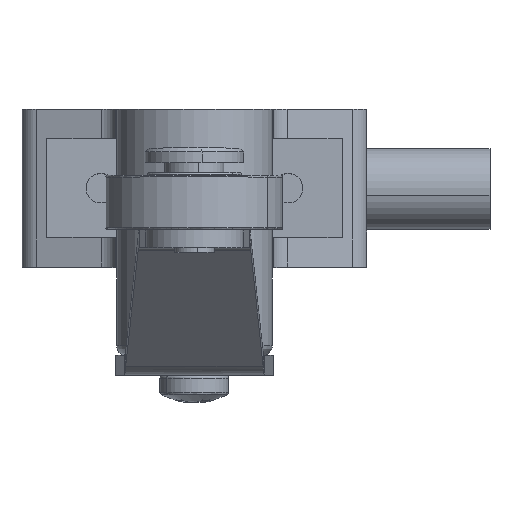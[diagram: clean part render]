
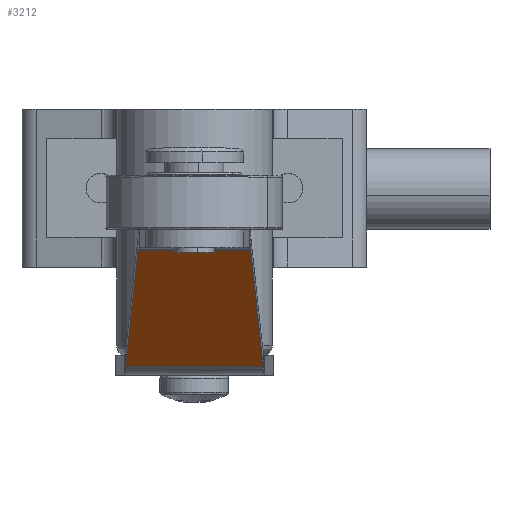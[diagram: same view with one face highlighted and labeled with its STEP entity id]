
A CAD part, top view. The second image highlights one B-rep face of the part: STEP entity #3212.
In plain terms, the highlighted planar face has unit normal (0, -0.707, 0.707).
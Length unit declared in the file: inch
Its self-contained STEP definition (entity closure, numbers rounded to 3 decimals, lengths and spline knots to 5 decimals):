
#279 = VECTOR ( 'NONE', #31276, 39.37008 ) ;
#504 = VECTOR ( 'NONE', #12845, 39.37008 ) ;
#1353 = DIRECTION ( 'NONE',  ( 0., -0.707, -0.707 ) ) ;
#2093 = ORIENTED_EDGE ( 'NONE', *, *, #21247, .T. ) ;
#2556 = VERTEX_POINT ( 'NONE', #10909 ) ;
#3212 = ADVANCED_FACE ( 'NONE', ( #31152 ), #14182, .T. ) ;
#4930 = AXIS2_PLACEMENT_3D ( 'NONE', #30004, #22289, #1353 ) ;
#5693 = EDGE_CURVE ( 'NONE', #24759, #26202, #17712, .T. ) ;
#6632 = ORIENTED_EDGE ( 'NONE', *, *, #25634, .F. ) ;
#8256 = ORIENTED_EDGE ( 'NONE', *, *, #32746, .F. ) ;
#9598 = DIRECTION ( 'NONE',  ( -1., 0., 0. ) ) ;
#10231 = ORIENTED_EDGE ( 'NONE', *, *, #5693, .F. ) ;
#10585 = CARTESIAN_POINT ( 'NONE',  ( -0.27471, -1.0284, 1.27475 ) ) ;
#10909 = CARTESIAN_POINT ( 'NONE',  ( 0.22485, -0.56665, 1.7365 ) ) ;
#12845 = DIRECTION ( 'NONE',  ( 0.076, 0.705, 0.705 ) ) ;
#13255 = VERTEX_POINT ( 'NONE', #14365 ) ;
#14182 = PLANE ( 'NONE',  #4930 ) ;
#14365 = CARTESIAN_POINT ( 'NONE',  ( 0.27471, -1.0284, 1.27475 ) ) ;
#17296 = LINE ( 'NONE', #20012, #28403 ) ;
#17712 = LINE ( 'NONE', #33405, #504 ) ;
#20012 = CARTESIAN_POINT ( 'NONE',  ( 0., -0.56665, 1.7365 ) ) ;
#20737 = EDGE_LOOP ( 'NONE', ( #6632, #8256, #2093, #10231 ) ) ;
#21247 = EDGE_CURVE ( 'NONE', #2556, #26202, #17296, .T. ) ;
#21970 = LINE ( 'NONE', #22988, #279 ) ;
#22289 = DIRECTION ( 'NONE',  ( 0., -0.707, 0.707 ) ) ;
#22988 = CARTESIAN_POINT ( 'NONE',  ( 0.22485, -0.56665, 1.7365 ) ) ;
#23661 = LINE ( 'NONE', #10585, #33528 ) ;
#24759 = VERTEX_POINT ( 'NONE', #33170 ) ;
#25634 = EDGE_CURVE ( 'NONE', #13255, #24759, #23661, .T. ) ;
#26202 = VERTEX_POINT ( 'NONE', #28358 ) ;
#28358 = CARTESIAN_POINT ( 'NONE',  ( -0.22485, -0.56665, 1.7365 ) ) ;
#28403 = VECTOR ( 'NONE', #9598, 39.37008 ) ;
#30004 = CARTESIAN_POINT ( 'NONE',  ( 0., -0.92011, 1.38304 ) ) ;
#31152 = FACE_OUTER_BOUND ( 'NONE', #20737, .T. ) ;
#31276 = DIRECTION ( 'NONE',  ( 0.076, -0.705, -0.705 ) ) ;
#31380 = DIRECTION ( 'NONE',  ( -1., 0., 0. ) ) ;
#32746 = EDGE_CURVE ( 'NONE', #2556, #13255, #21970, .T. ) ;
#33170 = CARTESIAN_POINT ( 'NONE',  ( -0.27471, -1.0284, 1.27475 ) ) ;
#33405 = CARTESIAN_POINT ( 'NONE',  ( -0.27471, -1.0284, 1.27475 ) ) ;
#33528 = VECTOR ( 'NONE', #31380, 39.37008 ) ;
